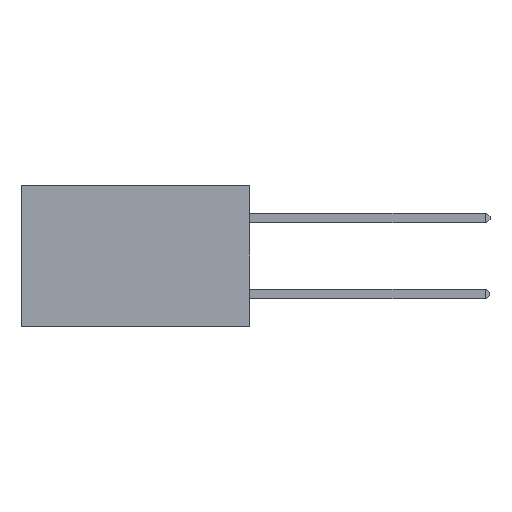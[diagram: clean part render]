
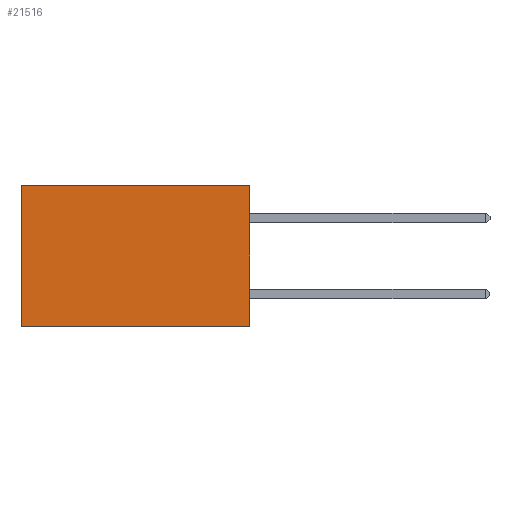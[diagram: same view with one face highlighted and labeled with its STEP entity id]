
A CAD part, left-side view. The second image highlights one B-rep face of the part: STEP entity #21516.
In plain terms, the highlighted planar face has unit normal (-1, 0, 0).
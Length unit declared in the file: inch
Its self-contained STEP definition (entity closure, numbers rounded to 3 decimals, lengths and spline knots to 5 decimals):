
#1709 = DIRECTION ( 'NONE',  ( 0., 0., -1. ) ) ;
#1891 = CARTESIAN_POINT ( 'NONE',  ( 0.2875, 0., 0. ) ) ;
#1956 = CARTESIAN_POINT ( 'NONE',  ( 0.2875, 0., -0.37 ) ) ;
#2360 = DIRECTION ( 'NONE',  ( 0., 0., -1. ) ) ;
#3590 = VERTEX_POINT ( 'NONE', #1956 ) ;
#4377 = CARTESIAN_POINT ( 'NONE',  ( 0.2875, 0., 0. ) ) ;
#5294 = VECTOR ( 'NONE', #7451, 39.37008 ) ;
#6205 = ORIENTED_EDGE ( 'NONE', *, *, #8204, .T. ) ;
#7451 = DIRECTION ( 'NONE',  ( 0., 1., 0. ) ) ;
#7642 = CARTESIAN_POINT ( 'NONE',  ( 0.2875, 0., 0. ) ) ;
#8204 = EDGE_CURVE ( 'NONE', #15793, #22072, #12463, .T. ) ;
#8870 = CARTESIAN_POINT ( 'NONE',  ( 0.2875, 0., 0. ) ) ;
#9030 = CARTESIAN_POINT ( 'NONE',  ( 0.2875, 0.6, -0.37 ) ) ;
#9172 = CARTESIAN_POINT ( 'NONE',  ( 0.2875, 0., -0.37 ) ) ;
#9312 = CARTESIAN_POINT ( 'NONE',  ( 0.2875, 0.6, 0. ) ) ;
#9343 = LINE ( 'NONE', #1891, #22088 ) ;
#9431 = EDGE_LOOP ( 'NONE', ( #6205, #18857, #11997, #14746 ) ) ;
#9545 = EDGE_CURVE ( 'NONE', #20445, #3590, #15740, .T. ) ;
#10555 = DIRECTION ( 'NONE',  ( 0., 0., -1. ) ) ;
#11997 = ORIENTED_EDGE ( 'NONE', *, *, #9545, .F. ) ;
#12163 = CARTESIAN_POINT ( 'NONE',  ( 0.2875, 0.6, 0. ) ) ;
#12244 = AXIS2_PLACEMENT_3D ( 'NONE', #7642, #12747, #2360 ) ;
#12463 = LINE ( 'NONE', #12163, #17374 ) ;
#12682 = PLANE ( 'NONE',  #12244 ) ;
#12747 = DIRECTION ( 'NONE',  ( 1., 0., 0. ) ) ;
#13953 = EDGE_CURVE ( 'NONE', #3590, #22072, #18748, .T. ) ;
#14401 = EDGE_CURVE ( 'NONE', #20445, #15793, #9343, .T. ) ;
#14746 = ORIENTED_EDGE ( 'NONE', *, *, #14401, .T. ) ;
#15740 = LINE ( 'NONE', #8870, #20164 ) ;
#15793 = VERTEX_POINT ( 'NONE', #9312 ) ;
#17374 = VECTOR ( 'NONE', #1709, 39.37008 ) ;
#17700 = FACE_OUTER_BOUND ( 'NONE', #9431, .T. ) ;
#18748 = LINE ( 'NONE', #9172, #5294 ) ;
#18857 = ORIENTED_EDGE ( 'NONE', *, *, #13953, .F. ) ;
#18976 = DIRECTION ( 'NONE',  ( 0., 1., 0. ) ) ;
#20164 = VECTOR ( 'NONE', #10555, 39.37008 ) ;
#20445 = VERTEX_POINT ( 'NONE', #4377 ) ;
#21516 = ADVANCED_FACE ( 'NONE', ( #17700 ), #12682, .F. ) ;
#22072 = VERTEX_POINT ( 'NONE', #9030 ) ;
#22088 = VECTOR ( 'NONE', #18976, 39.37008 ) ;
